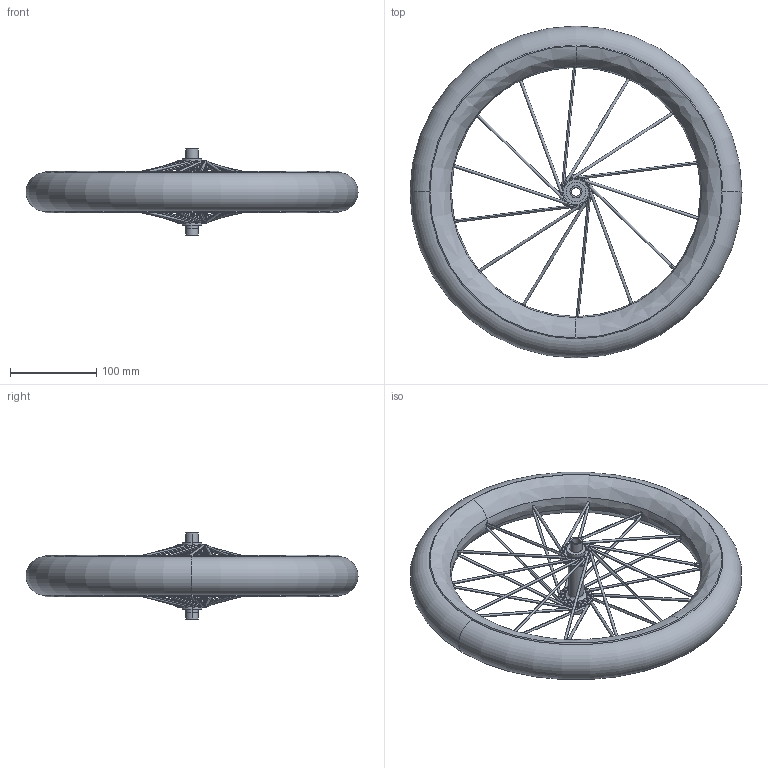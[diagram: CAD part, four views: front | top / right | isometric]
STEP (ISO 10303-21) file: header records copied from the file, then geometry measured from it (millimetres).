
FILE_DESCRIPTION (( 'STEP AP203' ), '1' );
FILE_NAME ('cwheel2.STEP', '2020-11-25T17:03:01', ( '' ), ( '' ), 'SwSTEP 2.0', 'SolidWorks 2019', '' );
FILE_SCHEMA (( 'CONFIG_CONTROL_DESIGN' ));
Length unit declared in the file: millimetre
Products named in the file (1): cwheel2
Bounding box: 385.51 x 385.51 x 100 mm (x, y, z)
Volume: 1923771.5 mm3; surface area: 214650 mm2
Topology: 3 solids, 3 shells, 406 faces, 1090 edges, 704 vertices
Faces by surface type: cylinder 192, torus 134, plane 74, bspline 6
Entity records: 15121 total; most frequent: CARTESIAN_POINT 4289, DIRECTION 2460, ORIENTED_EDGE 2180, AXIS2_PLACEMENT_3D 1115, EDGE_CURVE 1090, CIRCLE 714, VERTEX_POINT 704, EDGE_LOOP 536
